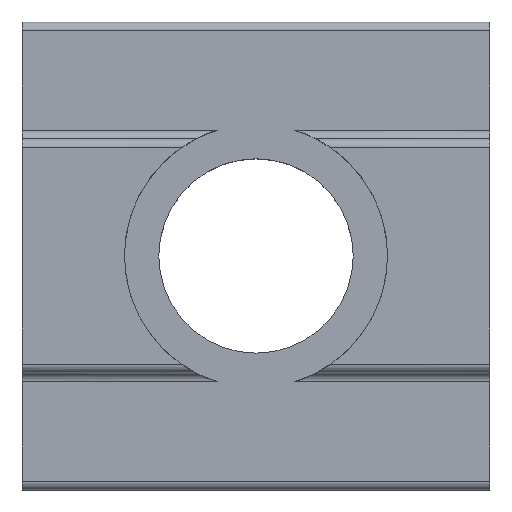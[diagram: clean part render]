
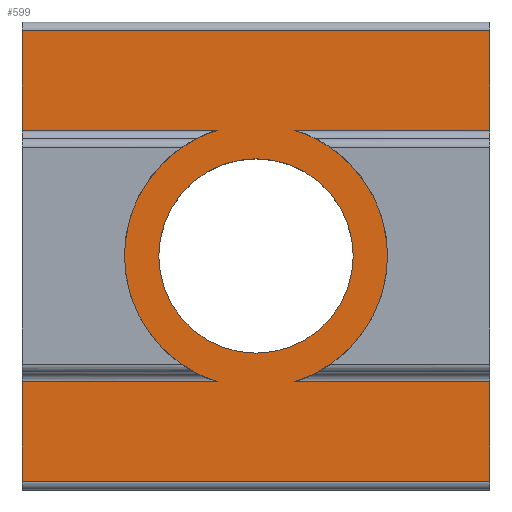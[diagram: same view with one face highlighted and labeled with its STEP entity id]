
A CAD part, top view. The second image highlights one B-rep face of the part: STEP entity #599.
In plain terms, the highlighted planar face has unit normal (0, 0, 1).
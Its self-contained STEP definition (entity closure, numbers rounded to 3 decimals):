
#54=CIRCLE('',#640,3.324);
#69=CIRCLE('',#668,4.5);
#70=CIRCLE('',#669,4.5);
#174=ORIENTED_EDGE('',*,*,#323,.T.);
#175=ORIENTED_EDGE('',*,*,#270,.F.);
#176=ORIENTED_EDGE('',*,*,#324,.F.);
#177=ORIENTED_EDGE('',*,*,#321,.T.);
#178=ORIENTED_EDGE('',*,*,#325,.T.);
#179=ORIENTED_EDGE('',*,*,#268,.F.);
#180=ORIENTED_EDGE('',*,*,#326,.T.);
#181=ORIENTED_EDGE('',*,*,#260,.T.);
#182=ORIENTED_EDGE('',*,*,#327,.T.);
#183=ORIENTED_EDGE('',*,*,#292,.F.);
#184=ORIENTED_EDGE('',*,*,#328,.F.);
#185=ORIENTED_EDGE('',*,*,#264,.T.);
#186=ORIENTED_EDGE('',*,*,#285,.F.);
#260=EDGE_CURVE('',#343,#344,#399,.T.);
#264=EDGE_CURVE('',#346,#345,#400,.T.);
#268=EDGE_CURVE('',#349,#350,#402,.T.);
#270=EDGE_CURVE('',#351,#352,#403,.T.);
#285=EDGE_CURVE('',#361,#361,#54,.T.);
#292=EDGE_CURVE('',#366,#363,#414,.T.);
#321=EDGE_CURVE('',#386,#385,#434,.T.);
#323=EDGE_CURVE('',#345,#352,#69,.T.);
#324=EDGE_CURVE('',#386,#351,#435,.T.);
#325=EDGE_CURVE('',#385,#350,#436,.T.);
#326=EDGE_CURVE('',#349,#343,#70,.T.);
#327=EDGE_CURVE('',#344,#363,#437,.T.);
#328=EDGE_CURVE('',#346,#366,#438,.T.);
#343=VERTEX_POINT('',#891);
#344=VERTEX_POINT('',#892);
#345=VERTEX_POINT('',#907);
#346=VERTEX_POINT('',#909);
#349=VERTEX_POINT('',#921);
#350=VERTEX_POINT('',#923);
#351=VERTEX_POINT('',#927);
#352=VERTEX_POINT('',#928);
#361=VERTEX_POINT('',#972);
#363=VERTEX_POINT('',#980);
#366=VERTEX_POINT('',#985);
#385=VERTEX_POINT('',#1043);
#386=VERTEX_POINT('',#1045);
#399=LINE('',#890,#451);
#400=LINE('',#908,#452);
#402=LINE('',#922,#454);
#403=LINE('',#926,#455);
#414=LINE('',#986,#466);
#434=LINE('',#1044,#486);
#435=LINE('',#1049,#487);
#436=LINE('',#1050,#488);
#437=LINE('',#1052,#489);
#438=LINE('',#1053,#490);
#451=VECTOR('',#706,1000.);
#452=VECTOR('',#711,1000.);
#454=VECTOR('',#717,1000.);
#455=VECTOR('',#722,1000.);
#466=VECTOR('',#763,1000.);
#486=VECTOR('',#821,1000.);
#487=VECTOR('',#828,1000.);
#488=VECTOR('',#829,1000.);
#489=VECTOR('',#832,1000.);
#490=VECTOR('',#833,1000.);
#519=EDGE_LOOP('',(#174,#175,#176,#177,#178,#179,#180,#181,#182,#183,#184,
#185));
#520=EDGE_LOOP('',(#186));
#553=FACE_BOUND('',#519,.T.);
#554=FACE_BOUND('',#520,.T.);
#570=PLANE('',#667);
#599=ADVANCED_FACE('',(#553,#554),#570,.F.);
#640=AXIS2_PLACEMENT_3D('',#971,#747,#748);
#667=AXIS2_PLACEMENT_3D('',#1047,#824,#825);
#668=AXIS2_PLACEMENT_3D('',#1048,#826,#827);
#669=AXIS2_PLACEMENT_3D('',#1051,#830,#831);
#706=DIRECTION('',(-1.,0.,0.));
#711=DIRECTION('',(-1.,0.,0.));
#717=DIRECTION('',(-1.,0.,0.));
#722=DIRECTION('',(-1.,0.,0.));
#747=DIRECTION('',(0.,0.,1.));
#748=DIRECTION('',(1.,0.,0.));
#763=DIRECTION('',(-1.,0.,0.));
#821=DIRECTION('',(-1.,0.,0.));
#824=DIRECTION('',(0.,0.,-1.));
#825=DIRECTION('',(-1.,0.,0.));
#826=DIRECTION('',(0.,0.,1.));
#827=DIRECTION('',(1.,0.,0.));
#828=DIRECTION('',(0.,-1.,0.));
#829=DIRECTION('',(0.,-1.,0.));
#830=DIRECTION('',(0.,0.,1.));
#831=DIRECTION('',(1.,0.,0.));
#832=DIRECTION('',(0.,-1.,0.));
#833=DIRECTION('',(0.,-1.,0.));
#890=CARTESIAN_POINT('',(8.,-4.3,-1.9));
#891=CARTESIAN_POINT('',(-1.327,-4.3,-1.9));
#892=CARTESIAN_POINT('',(-8.,-4.3,-1.9));
#907=CARTESIAN_POINT('',(1.327,-4.3,-1.9));
#908=CARTESIAN_POINT('',(8.,-4.3,-1.9));
#909=CARTESIAN_POINT('',(8.,-4.3,-1.9));
#921=CARTESIAN_POINT('',(-1.327,4.3,-1.9));
#922=CARTESIAN_POINT('',(8.,4.3,-1.9));
#923=CARTESIAN_POINT('',(-8.,4.3,-1.9));
#926=CARTESIAN_POINT('',(8.,4.3,-1.9));
#927=CARTESIAN_POINT('',(8.,4.3,-1.9));
#928=CARTESIAN_POINT('',(1.327,4.3,-1.9));
#971=CARTESIAN_POINT('',(0.,0.,-1.9));
#972=CARTESIAN_POINT('',(3.324,0.,-1.9));
#980=CARTESIAN_POINT('',(-8.,-7.7,-1.9));
#985=CARTESIAN_POINT('',(8.,-7.7,-1.9));
#986=CARTESIAN_POINT('',(8.,-7.7,-1.9));
#1043=CARTESIAN_POINT('',(-8.,7.7,-1.9));
#1044=CARTESIAN_POINT('',(8.,7.7,-1.9));
#1045=CARTESIAN_POINT('',(8.,7.7,-1.9));
#1047=CARTESIAN_POINT('',(8.,7.7,-1.9));
#1048=CARTESIAN_POINT('',(0.,0.,-1.9));
#1049=CARTESIAN_POINT('',(8.,7.7,-1.9));
#1050=CARTESIAN_POINT('',(-8.,7.7,-1.9));
#1051=CARTESIAN_POINT('',(0.,0.,-1.9));
#1052=CARTESIAN_POINT('',(-8.,-4.3,-1.9));
#1053=CARTESIAN_POINT('',(8.,-4.3,-1.9));
